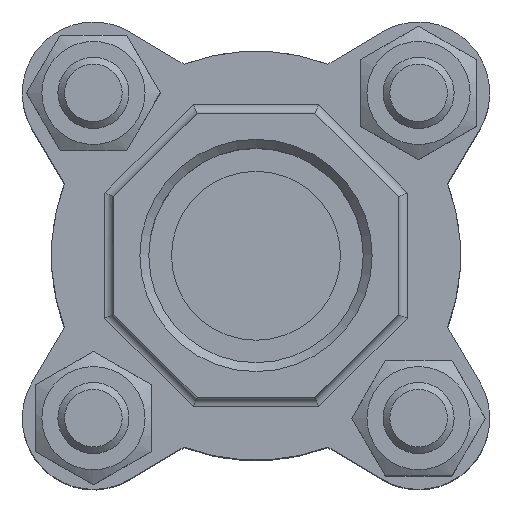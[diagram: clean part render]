
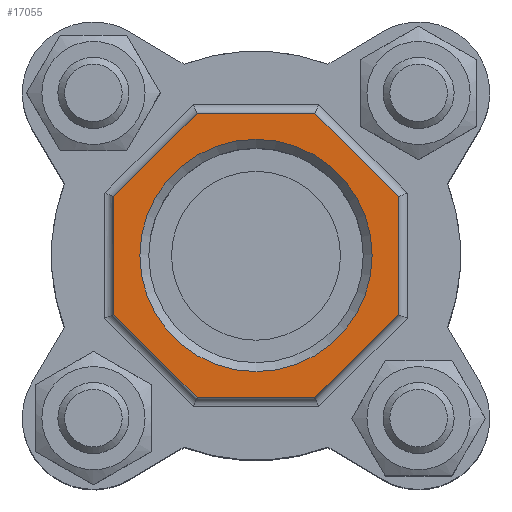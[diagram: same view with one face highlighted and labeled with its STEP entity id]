
A CAD part, top view. The second image highlights one B-rep face of the part: STEP entity #17055.
In plain terms, the highlighted planar face has unit normal (0, 0, 1).
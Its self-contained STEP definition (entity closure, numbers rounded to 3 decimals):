
#274=FACE_BOUND('',#2711,.T.);
#936=PLANE('',#17681);
#1740=FACE_OUTER_BOUND('',#2710,.T.);
#2710=EDGE_LOOP('',(#14115,#14116,#14117,#14118,#14119,#14120,#14121,#14122));
#2711=EDGE_LOOP('',(#14123));
#3056=CIRCLE('',#17675,13.059);
#4998=LINE('',#30995,#6260);
#4999=LINE('',#30997,#6261);
#5000=LINE('',#30999,#6262);
#5001=LINE('',#31001,#6263);
#5002=LINE('',#31003,#6264);
#5003=LINE('',#31005,#6265);
#5004=LINE('',#31007,#6266);
#5005=LINE('',#31008,#6267);
#6260=VECTOR('',#19823,10.);
#6261=VECTOR('',#19824,10.);
#6262=VECTOR('',#19825,10.);
#6263=VECTOR('',#19826,10.);
#6264=VECTOR('',#19827,10.);
#6265=VECTOR('',#19828,10.);
#6266=VECTOR('',#19829,10.);
#6267=VECTOR('',#19830,10.);
#7732=VERTEX_POINT('',#30979);
#7737=VERTEX_POINT('',#30993);
#7738=VERTEX_POINT('',#30994);
#7739=VERTEX_POINT('',#30996);
#7740=VERTEX_POINT('',#30998);
#7741=VERTEX_POINT('',#31000);
#7742=VERTEX_POINT('',#31002);
#7743=VERTEX_POINT('',#31004);
#7744=VERTEX_POINT('',#31006);
#9919=EDGE_CURVE('',#7732,#7732,#3056,.T.);
#9926=EDGE_CURVE('',#7737,#7738,#4998,.T.);
#9927=EDGE_CURVE('',#7738,#7739,#4999,.T.);
#9928=EDGE_CURVE('',#7739,#7740,#5000,.T.);
#9929=EDGE_CURVE('',#7740,#7741,#5001,.T.);
#9930=EDGE_CURVE('',#7741,#7742,#5002,.T.);
#9931=EDGE_CURVE('',#7742,#7743,#5003,.T.);
#9932=EDGE_CURVE('',#7743,#7744,#5004,.T.);
#9933=EDGE_CURVE('',#7744,#7737,#5005,.T.);
#14115=ORIENTED_EDGE('',*,*,#9926,.T.);
#14116=ORIENTED_EDGE('',*,*,#9927,.T.);
#14117=ORIENTED_EDGE('',*,*,#9928,.T.);
#14118=ORIENTED_EDGE('',*,*,#9929,.T.);
#14119=ORIENTED_EDGE('',*,*,#9930,.T.);
#14120=ORIENTED_EDGE('',*,*,#9931,.T.);
#14121=ORIENTED_EDGE('',*,*,#9932,.T.);
#14122=ORIENTED_EDGE('',*,*,#9933,.T.);
#14123=ORIENTED_EDGE('',*,*,#9919,.F.);
#17055=ADVANCED_FACE('',(#1740,#274),#936,.T.);
#17675=AXIS2_PLACEMENT_3D('',#30980,#19807,#19808);
#17681=AXIS2_PLACEMENT_3D('',#30992,#19821,#19822);
#19807=DIRECTION('center_axis',(0.,0.,1.));
#19808=DIRECTION('ref_axis',(1.,0.,0.));
#19821=DIRECTION('center_axis',(0.,0.,1.));
#19822=DIRECTION('ref_axis',(-1.,0.,0.));
#19823=DIRECTION('',(0.,-1.,0.));
#19824=DIRECTION('',(0.707,-0.707,0.));
#19825=DIRECTION('',(1.,0.,0.));
#19826=DIRECTION('',(0.707,0.707,0.));
#19827=DIRECTION('',(0.,1.,0.));
#19828=DIRECTION('',(-0.707,0.707,0.));
#19829=DIRECTION('',(-1.,0.,0.));
#19830=DIRECTION('',(-0.707,-0.707,0.));
#30979=CARTESIAN_POINT('',(-13.059,0.,35.5));
#30980=CARTESIAN_POINT('Origin',(0.,0.,35.5));
#30992=CARTESIAN_POINT('Origin',(0.,0.,
35.5));
#30993=CARTESIAN_POINT('',(-16.,6.627,35.5));
#30994=CARTESIAN_POINT('',(-16.,-6.627,35.5));
#30995=CARTESIAN_POINT('',(-16.,-6.627,35.5));
#30996=CARTESIAN_POINT('',(-6.627,-16.,35.5));
#30997=CARTESIAN_POINT('',(-6.627,-16.,35.5));
#30998=CARTESIAN_POINT('',(6.627,-16.,35.5));
#30999=CARTESIAN_POINT('',(6.627,-16.,35.5));
#31000=CARTESIAN_POINT('',(16.,-6.627,35.5));
#31001=CARTESIAN_POINT('',(16.,-6.627,35.5));
#31002=CARTESIAN_POINT('',(16.,6.627,35.5));
#31003=CARTESIAN_POINT('',(16.,6.627,35.5));
#31004=CARTESIAN_POINT('',(6.627,16.,35.5));
#31005=CARTESIAN_POINT('',(6.627,16.,35.5));
#31006=CARTESIAN_POINT('',(-6.627,16.,35.5));
#31007=CARTESIAN_POINT('',(-6.627,16.,35.5));
#31008=CARTESIAN_POINT('',(-16.,6.627,35.5));
